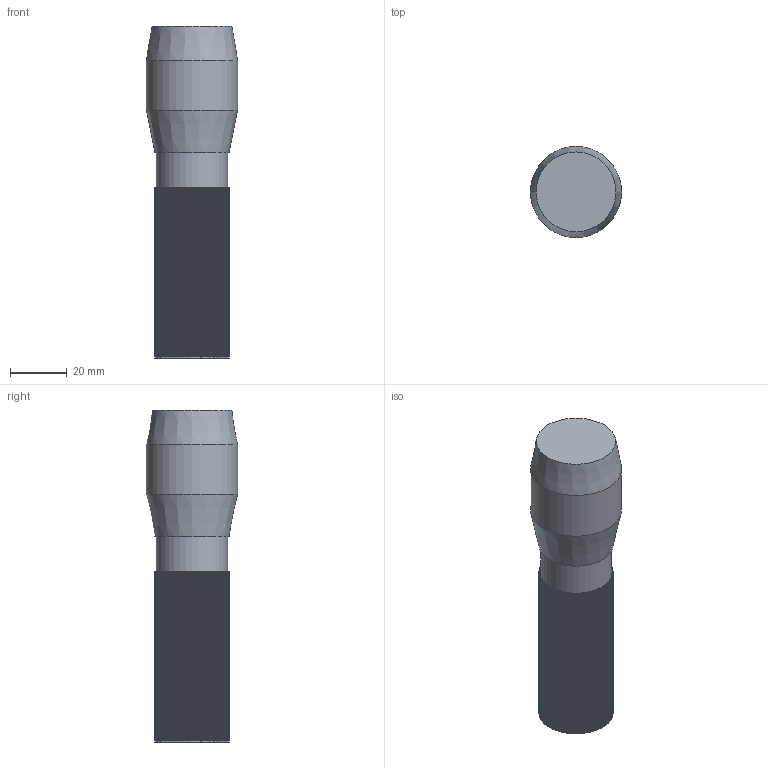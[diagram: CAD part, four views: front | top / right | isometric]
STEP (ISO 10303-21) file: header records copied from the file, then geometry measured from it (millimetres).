
FILE_DESCRIPTION(('HOOPS Exchange Step'),'2;1');
FILE_NAME('temp_export','2024-07-30T14:59:54+08:00',('sharma21'),('Shapr3D Limited'),'HOOPS Exchange 2024.2','Shapr3D','Authorized');
FILE_SCHEMA( ('AUTOMOTIVE_DESIGN { 1 0 10303 214 1 1 1 1 }') );
Length unit declared in the file: millimetre
Products named in the file (1): root
Bounding box: 32 x 32 x 116.5 mm (x, y, z)
Volume: 69684.1 mm3; surface area: 19678.5 mm2
Topology: 3 solids, 3 shells, 972 faces, 2900 edges, 1935 vertices
Faces by surface type: plane 727, cylinder 243, cone 2
Full cylindrical faces by diameter (mm): 25 x1, 32 x1
Entity records: 32481 total; most frequent: CARTESIAN_POINT 5808, ORIENTED_EDGE 5800, DIRECTION 5341, EDGE_CURVE 2900, VECTOR 2405, LINE 2405, VERTEX_POINT 1935, AXIS2_PLACEMENT_3D 1468
